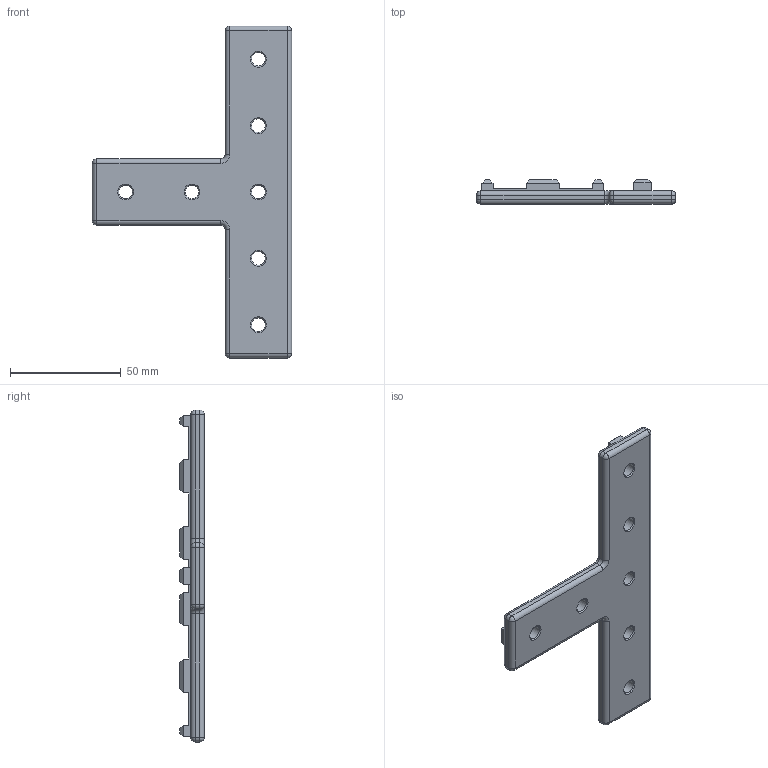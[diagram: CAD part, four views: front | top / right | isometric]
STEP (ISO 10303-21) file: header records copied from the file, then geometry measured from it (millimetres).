
FILE_DESCRIPTION(/* description */ (''),/* implementation_level */ '2;1');
FILE_NAME(/* name */ 'Bracket-T-2x-2.0.step',/* time_stamp */ '2018-02-24T16:27:47+01:00',/* author */ ('wolfgang.schadow'),/* organization */ (''),/* preprocessor_version */ 'ST-DEVELOPER v16.13',/* originating_system */ 'Autodesk Translation Framework v6.5.0.72',/* authorisation */ '');
FILE_SCHEMA (('AUTOMOTIVE_DESIGN { 1 0 10303 214 3 1 1 }'));
Length unit declared in the file: millimetre
Products named in the file (2): Bracket-T-2x-1.1; L-brace v11
Assembly tree (1 placements, depth 2):
  Bracket-T-2x-1.1
    L-brace v11
Bounding box: 90 x 11 x 150 mm (x, y, z)
Volume: 39761.4 mm3; surface area: 16513.5 mm2
Topology: 1 solids, 1 shells, 145 faces, 329 edges, 188 vertices
Faces by surface type: plane 84, cylinder 31, cone 14, sphere 12, torus 4
Full cylindrical faces by diameter (mm): 6.2 x7
Entity records: 4028 total; most frequent: DIRECTION 707, CARTESIAN_POINT 666, ORIENTED_EDGE 658, EDGE_CURVE 329, LINE 249, VECTOR 249, AXIS2_PLACEMENT_3D 229, VERTEX_POINT 188
